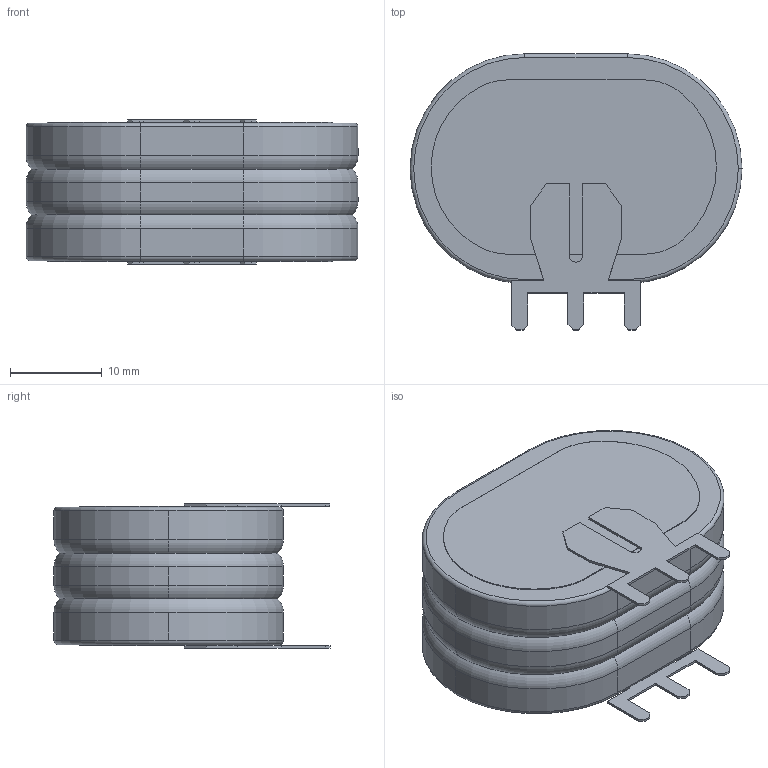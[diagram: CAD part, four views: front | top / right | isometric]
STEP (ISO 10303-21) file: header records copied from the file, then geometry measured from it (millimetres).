
FILE_DESCRIPTION(('HOOPS Exchange Step'),'2;1');
FILE_NAME('temp_export','2022-12-06T17:27:30+08:00',('mobile'),('Shapr3D Limited'),'HOOPS Exchange 2022.1','Shapr3D','Authorized');
FILE_SCHEMA( ('AUTOMOTIVE_DESIGN { 1 0 10303 214 1 1 1 1 }') );
Length unit declared in the file: millimetre
Products named in the file (1): root
Bounding box: 36.19 x 30.09 x 15.7 mm (x, y, z)
Volume: 11603.7 mm3; surface area: 3618 mm2
Topology: 3 solids, 3 shells, 137 faces, 361 edges, 232 vertices
Faces by surface type: plane 82, cylinder 37, torus 18
Entity records: 4245 total; most frequent: DIRECTION 735, CARTESIAN_POINT 731, ORIENTED_EDGE 722, EDGE_CURVE 361, VECTOR 263, LINE 263, AXIS2_PLACEMENT_3D 236, VERTEX_POINT 232
